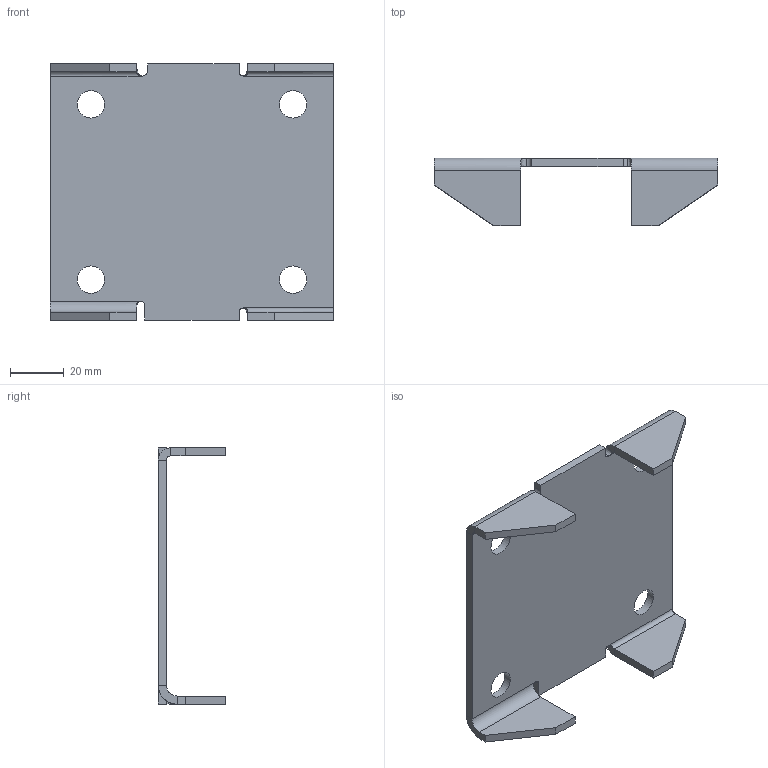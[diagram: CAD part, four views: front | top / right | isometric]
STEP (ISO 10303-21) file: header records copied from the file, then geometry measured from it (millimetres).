
FILE_DESCRIPTION(/* description */ (''),/* implementation_level */ '2;1');
FILE_NAME(/* name */ 'PTT01S002006A_MENS_DUOMO_POST_1_ASM.stp',/* time_stamp */ '2016-06-02T11:21:09+02:00',/* author */ (''),/* organization */ (''),/* preprocessor_version */ 'ST-DEVELOPER v16.5',/* originating_system */ 'Autodesk Translation Framework v5.0.0.3310',/* authorisation */ '');
FILE_SCHEMA (('AUTOMOTIVE_DESIGN { 1 0 10303 214 3 1 1 }'));
Length unit declared in the file: centimetre
Products named in the file (2): PTT01S002006A_MENS_DUOMO_POST_1_ASM; MANIFOLD_SOLID_BREP_4945
Assembly tree (1 placements, depth 2):
  PTT01S002006A_MENS_DUOMO_POST_1_ASM
    MANIFOLD_SOLID_BREP_4945
Bounding box: 105 x 25 x 95 mm (x, y, z)
Volume: 34641.9 mm3; surface area: 25149 mm2
Topology: 1 solids, 1 shells, 63 faces, 151 edges, 90 vertices
Faces by surface type: plane 43, cylinder 16, bspline 4
Full cylindrical faces by diameter (mm): 10.15 x4
Entity records: 2024 total; most frequent: CARTESIAN_POINT 533, DIRECTION 297, ORIENTED_EDGE 294, EDGE_CURVE 147, LINE 105, VECTOR 105, AXIS2_PLACEMENT_3D 96, VERTEX_POINT 90
